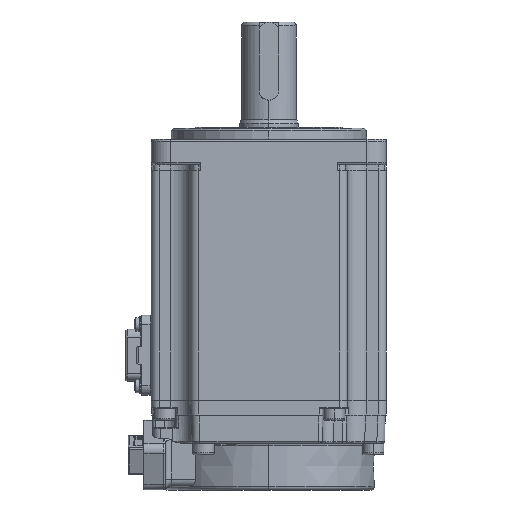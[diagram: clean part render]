
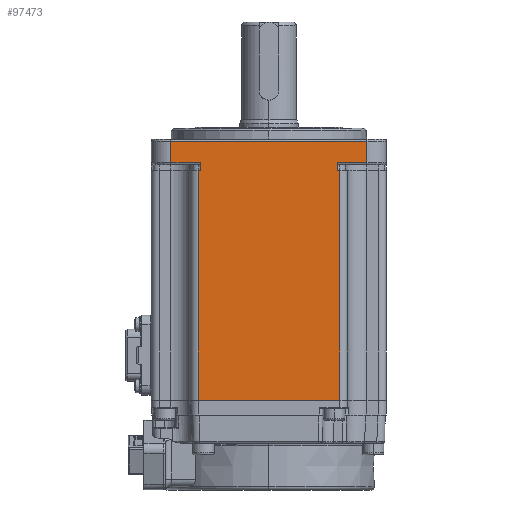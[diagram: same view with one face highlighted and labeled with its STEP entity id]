
A CAD part, left-side view. The second image highlights one B-rep face of the part: STEP entity #97473.
In plain terms, the highlighted planar face has unit normal (-1, 0, 0).
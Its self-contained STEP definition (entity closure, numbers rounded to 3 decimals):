
#1461 = VECTOR ( 'NONE', #11581, 1000. ) ;
#1774 = ORIENTED_EDGE ( 'NONE', *, *, #110417, .T. ) ;
#2030 = VERTEX_POINT ( 'NONE', #31469 ) ;
#2068 = AXIS2_PLACEMENT_3D ( 'NONE', #14168, #102944, #49852 ) ;
#2194 = VERTEX_POINT ( 'NONE', #22028 ) ;
#4845 = ORIENTED_EDGE ( 'NONE', *, *, #26134, .T. ) ;
#5545 = ORIENTED_EDGE ( 'NONE', *, *, #106926, .T. ) ;
#6107 = ORIENTED_EDGE ( 'NONE', *, *, #84088, .T. ) ;
#7060 = LINE ( 'NONE', #12757, #51553 ) ;
#8731 = DIRECTION ( 'NONE',  ( 0., 1., 0. ) ) ;
#9453 = ORIENTED_EDGE ( 'NONE', *, *, #18169, .T. ) ;
#10952 = CARTESIAN_POINT ( 'NONE',  ( -30.584, -34.646, 95.7 ) ) ;
#11238 = ORIENTED_EDGE ( 'NONE', *, *, #59631, .T. ) ;
#11581 = DIRECTION ( 'NONE',  ( 0., -1., 0. ) ) ;
#12061 = CARTESIAN_POINT ( 'NONE',  ( -30.584, -27.646, 34.9 ) ) ;
#12130 = ORIENTED_EDGE ( 'NONE', *, *, #88647, .T. ) ;
#12757 = CARTESIAN_POINT ( 'NONE',  ( -30.584, -39.646, 93.7 ) ) ;
#13022 = ORIENTED_EDGE ( 'NONE', *, *, #45501, .T. ) ;
#14168 = CARTESIAN_POINT ( 'NONE',  ( -30.584, -39.646, 102.1 ) ) ;
#15180 = ORIENTED_EDGE ( 'NONE', *, *, #80906, .T. ) ;
#15965 = EDGE_LOOP ( 'NONE', ( #18866, #18431, #15987, #15180, #13022, #12130, #11238, #9453, #6107, #5545, #4845, #1774 ) ) ;
#15987 = ORIENTED_EDGE ( 'NONE', *, *, #74729, .T. ) ;
#18169 = EDGE_CURVE ( 'NONE', #49176, #81326, #64402, .T. ) ;
#18431 = ORIENTED_EDGE ( 'NONE', *, *, #77490, .T. ) ;
#18866 = ORIENTED_EDGE ( 'NONE', *, *, #55005, .F. ) ;
#22028 = CARTESIAN_POINT ( 'NONE',  ( -30.584, 7.954, 93.7 ) ) ;
#22320 = LINE ( 'NONE', #68968, #43117 ) ;
#22651 = VECTOR ( 'NONE', #55184, 1000. ) ;
#26134 = EDGE_CURVE ( 'NONE', #2194, #91250, #7060, .T. ) ;
#26706 = CARTESIAN_POINT ( 'NONE',  ( -30.584, -39.646, 93.7 ) ) ;
#27979 = LINE ( 'NONE', #38349, #1461 ) ;
#30299 = VECTOR ( 'NONE', #74663, 1000. ) ;
#30775 = CARTESIAN_POINT ( 'NONE',  ( -30.584, -27.646, 93.7 ) ) ;
#31469 = CARTESIAN_POINT ( 'NONE',  ( -30.584, 8.554, 34.9 ) ) ;
#32499 = VERTEX_POINT ( 'NONE', #95880 ) ;
#35861 = LINE ( 'NONE', #109446, #30299 ) ;
#38349 = CARTESIAN_POINT ( 'NONE',  ( -30.584, 7.954, 95.7 ) ) ;
#39319 = LINE ( 'NONE', #61334, #60150 ) ;
#39678 = CARTESIAN_POINT ( 'NONE',  ( -30.584, -34.646, 95.7 ) ) ;
#42936 = LINE ( 'NONE', #79780, #63683 ) ;
#43117 = VECTOR ( 'NONE', #51180, 1000. ) ;
#43621 = CARTESIAN_POINT ( 'NONE',  ( -30.584, -39.646, 34.9 ) ) ;
#44964 = DIRECTION ( 'NONE',  ( 0., 0., -1. ) ) ;
#45501 = EDGE_CURVE ( 'NONE', #69207, #57507, #93403, .T. ) ;
#46456 = VERTEX_POINT ( 'NONE', #12061 ) ;
#49176 = VERTEX_POINT ( 'NONE', #79951 ) ;
#49852 = DIRECTION ( 'NONE',  ( 0., 1., 0. ) ) ;
#51180 = DIRECTION ( 'NONE',  ( 0., 0., -1. ) ) ;
#51553 = VECTOR ( 'NONE', #110004, 1000. ) ;
#52326 = LINE ( 'NONE', #43621, #96702 ) ;
#55005 = EDGE_CURVE ( 'NONE', #46456, #2030, #52326, .T. ) ;
#55184 = DIRECTION ( 'NONE',  ( 0., -1., 0. ) ) ;
#56090 = VERTEX_POINT ( 'NONE', #95886 ) ;
#57507 = VERTEX_POINT ( 'NONE', #39678 ) ;
#59631 = EDGE_CURVE ( 'NONE', #67432, #49176, #42936, .T. ) ;
#60150 = VECTOR ( 'NONE', #70253, 1000. ) ;
#61181 = VERTEX_POINT ( 'NONE', #30775 ) ;
#61334 = CARTESIAN_POINT ( 'NONE',  ( -30.584, 7.954, 102.1 ) ) ;
#61671 = VECTOR ( 'NONE', #44964, 1000. ) ;
#62366 = CARTESIAN_POINT ( 'NONE',  ( -30.584, 15.554, 102.1 ) ) ;
#63683 = VECTOR ( 'NONE', #8731, 1000. ) ;
#64402 = LINE ( 'NONE', #62366, #61671 ) ;
#65701 = VECTOR ( 'NONE', #95359, 1000. ) ;
#67432 = VERTEX_POINT ( 'NONE', #72103 ) ;
#68968 = CARTESIAN_POINT ( 'NONE',  ( -30.584, 8.554, 102.1 ) ) ;
#69207 = VERTEX_POINT ( 'NONE', #104319 ) ;
#70253 = DIRECTION ( 'NONE',  ( 0., 0., -1. ) ) ;
#71148 = LINE ( 'NONE', #26706, #91909 ) ;
#72103 = CARTESIAN_POINT ( 'NONE',  ( -30.584, -34.646, 101.1 ) ) ;
#72677 = LINE ( 'NONE', #113008, #93503 ) ;
#73215 = FACE_OUTER_BOUND ( 'NONE', #15965, .T. ) ;
#74663 = DIRECTION ( 'NONE',  ( 0., 0., 1. ) ) ;
#74729 = EDGE_CURVE ( 'NONE', #61181, #32499, #71148, .T. ) ;
#75851 = PLANE ( 'NONE',  #2068 ) ;
#77368 = CARTESIAN_POINT ( 'NONE',  ( -30.584, 15.554, 95.7 ) ) ;
#77490 = EDGE_CURVE ( 'NONE', #46456, #61181, #35861, .T. ) ;
#79780 = CARTESIAN_POINT ( 'NONE',  ( -30.584, -39.646, 101.1 ) ) ;
#79951 = CARTESIAN_POINT ( 'NONE',  ( -30.584, 15.554, 101.1 ) ) ;
#80906 = EDGE_CURVE ( 'NONE', #32499, #69207, #89357, .T. ) ;
#81326 = VERTEX_POINT ( 'NONE', #77368 ) ;
#84088 = EDGE_CURVE ( 'NONE', #81326, #56090, #27979, .T. ) ;
#86491 = CARTESIAN_POINT ( 'NONE',  ( -30.584, -27.046, 102.1 ) ) ;
#86723 = DIRECTION ( 'NONE',  ( 0., 0., 1. ) ) ;
#87478 = DIRECTION ( 'NONE',  ( 0., 1., 0. ) ) ;
#88647 = EDGE_CURVE ( 'NONE', #57507, #67432, #72677, .T. ) ;
#89357 = LINE ( 'NONE', #86491, #65701 ) ;
#91250 = VERTEX_POINT ( 'NONE', #96726 ) ;
#91909 = VECTOR ( 'NONE', #97642, 1000. ) ;
#93403 = LINE ( 'NONE', #10952, #22651 ) ;
#93503 = VECTOR ( 'NONE', #86723, 1000. ) ;
#95359 = DIRECTION ( 'NONE',  ( 0., 0., 1. ) ) ;
#95880 = CARTESIAN_POINT ( 'NONE',  ( -30.584, -27.046, 93.7 ) ) ;
#95886 = CARTESIAN_POINT ( 'NONE',  ( -30.584, 7.954, 95.7 ) ) ;
#96702 = VECTOR ( 'NONE', #87478, 1000. ) ;
#96726 = CARTESIAN_POINT ( 'NONE',  ( -30.584, 8.554, 93.7 ) ) ;
#97473 = ADVANCED_FACE ( 'NONE', ( #73215 ), #75851, .F. ) ;
#97642 = DIRECTION ( 'NONE',  ( 0., 1., 0. ) ) ;
#102944 = DIRECTION ( 'NONE',  ( 1., 0., 0. ) ) ;
#104319 = CARTESIAN_POINT ( 'NONE',  ( -30.584, -27.046, 95.7 ) ) ;
#106926 = EDGE_CURVE ( 'NONE', #56090, #2194, #39319, .T. ) ;
#109446 = CARTESIAN_POINT ( 'NONE',  ( -30.584, -27.646, 102.1 ) ) ;
#110004 = DIRECTION ( 'NONE',  ( 0., 1., 0. ) ) ;
#110417 = EDGE_CURVE ( 'NONE', #91250, #2030, #22320, .T. ) ;
#113008 = CARTESIAN_POINT ( 'NONE',  ( -30.584, -34.646, 102.1 ) ) ;
